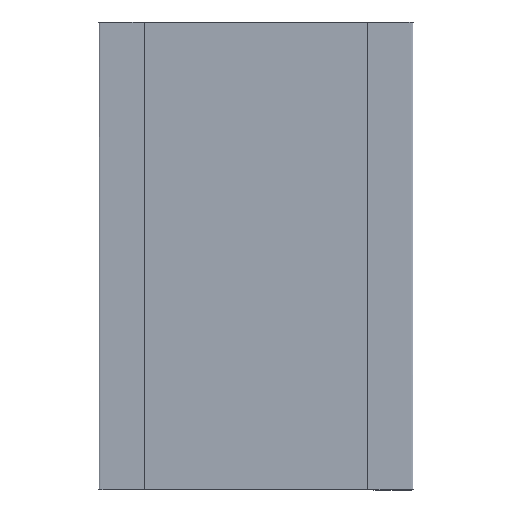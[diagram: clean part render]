
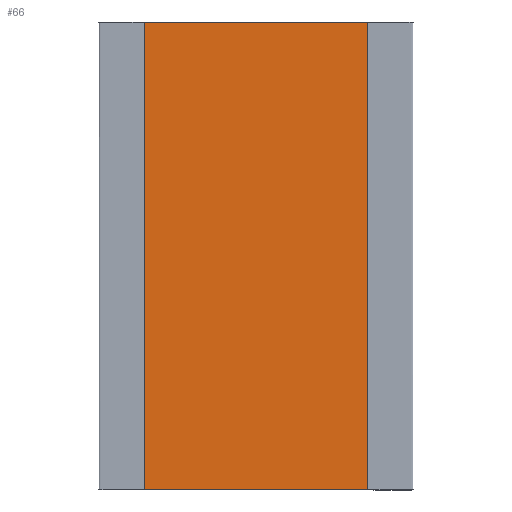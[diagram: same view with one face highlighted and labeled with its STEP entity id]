
A CAD part, top view. The second image highlights one B-rep face of the part: STEP entity #66.
In plain terms, the highlighted planar face has unit normal (0, 0, 1).
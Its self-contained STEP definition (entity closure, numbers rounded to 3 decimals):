
#66=ADVANCED_FACE('',(#88),#628,.T.);
#88=FACE_OUTER_BOUND('',#110,.T.);
#110=EDGE_LOOP('',(#159,#160,#161,#162));
#159=ORIENTED_EDGE('',*,*,#525,.T.);
#160=ORIENTED_EDGE('',*,*,#522,.F.);
#161=ORIENTED_EDGE('',*,*,#519,.F.);
#162=ORIENTED_EDGE('',*,*,#517,.F.);
#231=B_SPLINE_CURVE_WITH_KNOTS('',1,(#937,#938),.UNSPECIFIED.,.F.,.F.,(2,
2),(1.15,2.25),.UNSPECIFIED.);
#232=B_SPLINE_CURVE_WITH_KNOTS('',1,(#939,#940),.UNSPECIFIED.,.F.,.F.,(2,
2),(1.15,2.25),.UNSPECIFIED.);
#235=B_SPLINE_CURVE_WITH_KNOTS('',1,(#945,#946),.UNSPECIFIED.,.F.,.F.,(2,
2),(0.,5.372),.UNSPECIFIED.);
#236=B_SPLINE_CURVE_WITH_KNOTS('',1,(#947,#948),.UNSPECIFIED.,.F.,.F.,(2,
2),(0.,5.372),.UNSPECIFIED.);
#243=B_SPLINE_CURVE_WITH_KNOTS('',1,(#961,#962),.UNSPECIFIED.,.F.,.F.,(2,
2),(-2.25,-1.15),.UNSPECIFIED.);
#244=B_SPLINE_CURVE_WITH_KNOTS('',1,(#963,#964),.UNSPECIFIED.,.F.,.F.,(2,
2),(-2.25,-1.15),.UNSPECIFIED.);
#249=B_SPLINE_CURVE_WITH_KNOTS('',1,(#973,#974),.UNSPECIFIED.,.F.,.F.,(2,
2),(0.,5.372),.UNSPECIFIED.);
#250=B_SPLINE_CURVE_WITH_KNOTS('',1,(#975,#976),.UNSPECIFIED.,.F.,.F.,(2,
2),(0.,5.372),.UNSPECIFIED.);
#251=B_SPLINE_CURVE_WITH_KNOTS('',1,(#977,#978),.UNSPECIFIED.,.F.,.F.,(2,
2),(-2.25,-1.15),.UNSPECIFIED.);
#252=B_SPLINE_CURVE_WITH_KNOTS('',1,(#979,#980),.UNSPECIFIED.,.F.,.F.,(2,
2),(0.,5.372),.UNSPECIFIED.);
#253=B_SPLINE_CURVE_WITH_KNOTS('',1,(#981,#982),.UNSPECIFIED.,.F.,.F.,(2,
2),(1.15,2.25),.UNSPECIFIED.);
#257=B_SPLINE_CURVE_WITH_KNOTS('',1,(#989,#990),.UNSPECIFIED.,.F.,.F.,(2,
2),(0.,5.372),.UNSPECIFIED.);
#319=PCURVE('',#625,#403);
#321=PCURVE('',#626,#405);
#326=PCURVE('',#627,#410);
#329=PCURVE('',#628,#413);
#330=PCURVE('',#628,#414);
#331=PCURVE('',#628,#415);
#332=PCURVE('',#628,#416);
#335=PCURVE('',#629,#419);
#403=DEFINITIONAL_REPRESENTATION('',(#232),#1398);
#405=DEFINITIONAL_REPRESENTATION('',(#236),#1398);
#410=DEFINITIONAL_REPRESENTATION('',(#244),#1398);
#413=DEFINITIONAL_REPRESENTATION('',(#250),#1398);
#414=DEFINITIONAL_REPRESENTATION('',(#251),#1398);
#415=DEFINITIONAL_REPRESENTATION('',(#252),#1398);
#416=DEFINITIONAL_REPRESENTATION('',(#253),#1398);
#419=DEFINITIONAL_REPRESENTATION('',(#257),#1398);
#475=SURFACE_CURVE('',#231,(#319,#332),.PCURVE_S1.);
#477=SURFACE_CURVE('',#235,(#321,#331),.PCURVE_S1.);
#480=SURFACE_CURVE('',#243,(#326,#330),.PCURVE_S1.);
#483=SURFACE_CURVE('',#249,(#329,#335),.PCURVE_S1.);
#517=EDGE_CURVE('',#596,#595,#475,.T.);
#519=EDGE_CURVE('',#595,#598,#477,.T.);
#522=EDGE_CURVE('',#598,#599,#480,.T.);
#525=EDGE_CURVE('',#596,#599,#483,.T.);
#595=VERTEX_POINT('',#923);
#596=VERTEX_POINT('',#924);
#598=VERTEX_POINT('',#926);
#599=VERTEX_POINT('',#927);
#625=PLANE('',#657);
#626=PLANE('',#658);
#627=PLANE('',#659);
#628=PLANE('',#660);
#629=PLANE('',#661);
#657=AXIS2_PLACEMENT_3D('',#915,#672,$);
#658=AXIS2_PLACEMENT_3D('',#916,#673,$);
#659=AXIS2_PLACEMENT_3D('',#917,#674,$);
#660=AXIS2_PLACEMENT_3D('',#918,#675,$);
#661=AXIS2_PLACEMENT_3D('',#919,#676,$);
#672=DIRECTION('',(0.,-1.,0.));
#673=DIRECTION('',(-1.,0.,0.));
#674=DIRECTION('',(0.,1.,0.));
#675=DIRECTION('',(0.,0.,1.));
#676=DIRECTION('',(1.,0.,0.));
#915=CARTESIAN_POINT('',(-1.1,-2.302,0.5));
#916=CARTESIAN_POINT('',(-1.1,-2.302,0.5));
#917=CARTESIAN_POINT('',(-1.1,2.301,0.5));
#918=CARTESIAN_POINT('',(-1.1,-2.302,0.55));
#919=CARTESIAN_POINT('',(1.1,-2.302,0.55));
#923=CARTESIAN_POINT('',(-1.1,-2.302,0.55));
#924=CARTESIAN_POINT('',(1.1,-2.302,0.55));
#926=CARTESIAN_POINT('',(-1.1,2.301,0.55));
#927=CARTESIAN_POINT('',(1.1,2.301,0.55));
#937=CARTESIAN_POINT('',(1.1,-2.302,0.55));
#938=CARTESIAN_POINT('',(-1.1,-2.302,0.55));
#939=CARTESIAN_POINT('',(2.2,0.05));
#940=CARTESIAN_POINT('',(0.,0.05));
#945=CARTESIAN_POINT('',(-1.1,-2.302,0.55));
#946=CARTESIAN_POINT('',(-1.1,2.301,0.55));
#947=CARTESIAN_POINT('',(-2.25,0.));
#948=CARTESIAN_POINT('',(-2.25,5.372));
#961=CARTESIAN_POINT('',(-1.1,2.301,0.55));
#962=CARTESIAN_POINT('',(1.1,2.301,0.55));
#963=CARTESIAN_POINT('',(0.05,0.));
#964=CARTESIAN_POINT('',(0.05,2.2));
#973=CARTESIAN_POINT('',(1.1,-2.302,0.55));
#974=CARTESIAN_POINT('',(1.1,2.301,0.55));
#975=CARTESIAN_POINT('',(-1.15,0.));
#976=CARTESIAN_POINT('',(-1.15,5.372));
#977=CARTESIAN_POINT('',(-2.25,5.372));
#978=CARTESIAN_POINT('',(-1.15,5.372));
#979=CARTESIAN_POINT('',(-2.25,0.));
#980=CARTESIAN_POINT('',(-2.25,5.372));
#981=CARTESIAN_POINT('',(-1.15,0.));
#982=CARTESIAN_POINT('',(-2.25,0.));
#989=CARTESIAN_POINT('',(-1.15,0.));
#990=CARTESIAN_POINT('',(-1.15,5.372));
#1398=(
GEOMETRIC_REPRESENTATION_CONTEXT(2)
PARAMETRIC_REPRESENTATION_CONTEXT()
REPRESENTATION_CONTEXT('pspace','')
);
